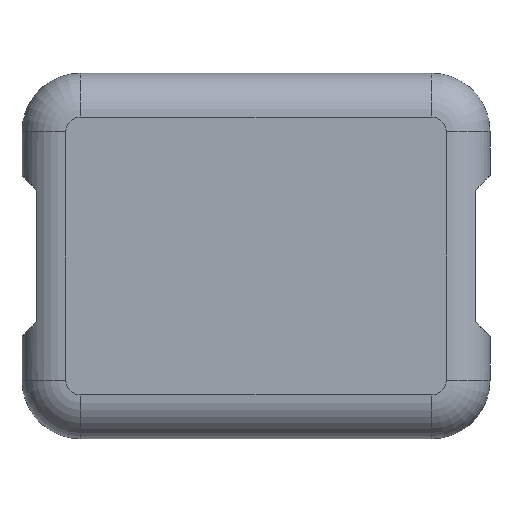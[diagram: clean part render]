
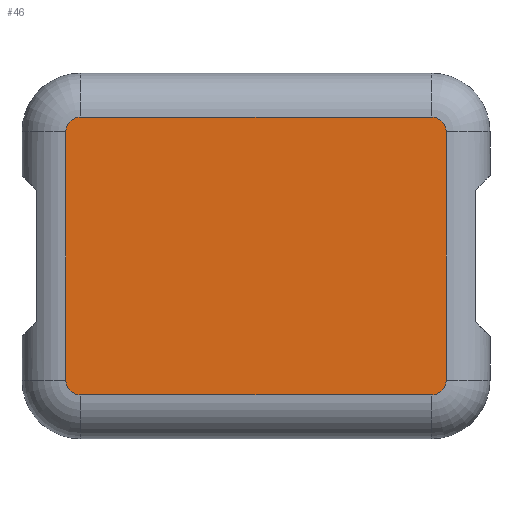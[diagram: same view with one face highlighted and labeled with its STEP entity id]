
A CAD part, front view. The second image highlights one B-rep face of the part: STEP entity #46.
In plain terms, the highlighted planar face has unit normal (0, -1, 0).
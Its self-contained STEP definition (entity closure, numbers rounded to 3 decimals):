
#46 = ADVANCED_FACE ( 'NONE', ( #165 ), #869, .T. ) ;
#96 = ORIENTED_EDGE ( 'NONE', *, *, #453, .T. ) ;
#116 = ORIENTED_EDGE ( 'NONE', *, *, #447, .T. ) ;
#119 = ORIENTED_EDGE ( 'NONE', *, *, #454, .T. ) ;
#165 = FACE_OUTER_BOUND ( 'NONE', #347, .T. ) ;
#203 = ORIENTED_EDGE ( 'NONE', *, *, #451, .T. ) ;
#205 = ORIENTED_EDGE ( 'NONE', *, *, #449, .T. ) ;
#217 = ORIENTED_EDGE ( 'NONE', *, *, #450, .T. ) ;
#301 = ORIENTED_EDGE ( 'NONE', *, *, #452, .T. ) ;
#316 = ORIENTED_EDGE ( 'NONE', *, *, #448, .T. ) ;
#347 = EDGE_LOOP ( 'NONE', ( #203, #217, #116, #301, #316, #205, #96, #119 ) ) ;
#447 = EDGE_CURVE ( 'NONE', #643, #653, #699, .T. ) ;
#448 = EDGE_CURVE ( 'NONE', #632, #647, #769, .T. ) ;
#449 = EDGE_CURVE ( 'NONE', #647, #629, #708, .T. ) ;
#450 = EDGE_CURVE ( 'NONE', #652, #643, #829, .T. ) ;
#451 = EDGE_CURVE ( 'NONE', #651, #652, #756, .T. ) ;
#452 = EDGE_CURVE ( 'NONE', #653, #632, #774, .T. ) ;
#453 = EDGE_CURVE ( 'NONE', #629, #640, #780, .T. ) ;
#454 = EDGE_CURVE ( 'NONE', #640, #651, #746, .T. ) ;
#488 = AXIS2_PLACEMENT_3D ( 'NONE', #872, #878, #879 ) ;
#567 = AXIS2_PLACEMENT_3D ( 'NONE', #1186, #1198, #1199 ) ;
#588 = AXIS2_PLACEMENT_3D ( 'NONE', #1182, #1194, #1195 ) ;
#593 = AXIS2_PLACEMENT_3D ( 'NONE', #1185, #1187, #1188 ) ;
#602 = AXIS2_PLACEMENT_3D ( 'NONE', #1175, #1183, #1184 ) ;
#629 = VERTEX_POINT ( 'NONE', #1292 ) ;
#632 = VERTEX_POINT ( 'NONE', #1295 ) ;
#640 = VERTEX_POINT ( 'NONE', #1303 ) ;
#643 = VERTEX_POINT ( 'NONE', #1306 ) ;
#647 = VERTEX_POINT ( 'NONE', #1309 ) ;
#651 = VERTEX_POINT ( 'NONE', #1313 ) ;
#652 = VERTEX_POINT ( 'NONE', #1314 ) ;
#653 = VERTEX_POINT ( 'NONE', #1315 ) ;
#699 = CIRCLE ( 'NONE', #602, 0.1 ) ;
#708 = LINE ( 'NONE', #1189, #767 ) ;
#724 = VECTOR ( 'NONE', #1192, 1000. ) ;
#746 = LINE ( 'NONE', #1200, #817 ) ;
#756 = CIRCLE ( 'NONE', #588, 0.1 ) ;
#767 = VECTOR ( 'NONE', #1190, 1000. ) ;
#769 = CIRCLE ( 'NONE', #593, 0.1 ) ;
#774 = LINE ( 'NONE', #1196, #852 ) ;
#780 = CIRCLE ( 'NONE', #567, 0.1 ) ;
#817 = VECTOR ( 'NONE', #1201, 1000. ) ;
#829 = LINE ( 'NONE', #1191, #724 ) ;
#852 = VECTOR ( 'NONE', #1197, 1000. ) ;
#869 = PLANE ( 'NONE',  #488 ) ;
#872 = CARTESIAN_POINT ( 'NONE',  ( 1.2, 0., -0.85 ) ) ;
#878 = DIRECTION ( 'NONE',  ( 0., -1., 0. ) ) ;
#879 = DIRECTION ( 'NONE',  ( 0., 0., -1. ) ) ;
#1175 = CARTESIAN_POINT ( 'NONE',  ( 1.2, 0., -0.85 ) ) ;
#1182 = CARTESIAN_POINT ( 'NONE',  ( -1.2, 0., -0.85 ) ) ;
#1183 = DIRECTION ( 'NONE',  ( 0., -1., 0. ) ) ;
#1184 = DIRECTION ( 'NONE',  ( 0., 0., -1. ) ) ;
#1185 = CARTESIAN_POINT ( 'NONE',  ( 1.2, 0., 0.85 ) ) ;
#1186 = CARTESIAN_POINT ( 'NONE',  ( -1.2, 0., 0.85 ) ) ;
#1187 = DIRECTION ( 'NONE',  ( 0., -1., 0. ) ) ;
#1188 = DIRECTION ( 'NONE',  ( 0., 0., -1. ) ) ;
#1189 = CARTESIAN_POINT ( 'NONE',  ( -1.2, 0., 0.95 ) ) ;
#1190 = DIRECTION ( 'NONE',  ( -1., 0., 0. ) ) ;
#1191 = CARTESIAN_POINT ( 'NONE',  ( 1.2, 0., -0.95 ) ) ;
#1192 = DIRECTION ( 'NONE',  ( 1., 0., 0. ) ) ;
#1194 = DIRECTION ( 'NONE',  ( 0., -1., 0. ) ) ;
#1195 = DIRECTION ( 'NONE',  ( 0., 0., -1. ) ) ;
#1196 = CARTESIAN_POINT ( 'NONE',  ( 1.3, 0., 0.85 ) ) ;
#1197 = DIRECTION ( 'NONE',  ( 0., 0., 1. ) ) ;
#1198 = DIRECTION ( 'NONE',  ( 0., -1., 0. ) ) ;
#1199 = DIRECTION ( 'NONE',  ( 0., 0., -1. ) ) ;
#1200 = CARTESIAN_POINT ( 'NONE',  ( -1.3, 0., 0.55 ) ) ;
#1201 = DIRECTION ( 'NONE',  ( 0., 0., -1. ) ) ;
#1292 = CARTESIAN_POINT ( 'NONE',  ( -1.2, 0., 0.95 ) ) ;
#1295 = CARTESIAN_POINT ( 'NONE',  ( 1.3, 0., 0.85 ) ) ;
#1303 = CARTESIAN_POINT ( 'NONE',  ( -1.3, 0., 0.85 ) ) ;
#1306 = CARTESIAN_POINT ( 'NONE',  ( 1.2, 0., -0.95 ) ) ;
#1309 = CARTESIAN_POINT ( 'NONE',  ( 1.2, 0., 0.95 ) ) ;
#1313 = CARTESIAN_POINT ( 'NONE',  ( -1.3, 0., -0.85 ) ) ;
#1314 = CARTESIAN_POINT ( 'NONE',  ( -1.2, 0., -0.95 ) ) ;
#1315 = CARTESIAN_POINT ( 'NONE',  ( 1.3, 0., -0.85 ) ) ;
